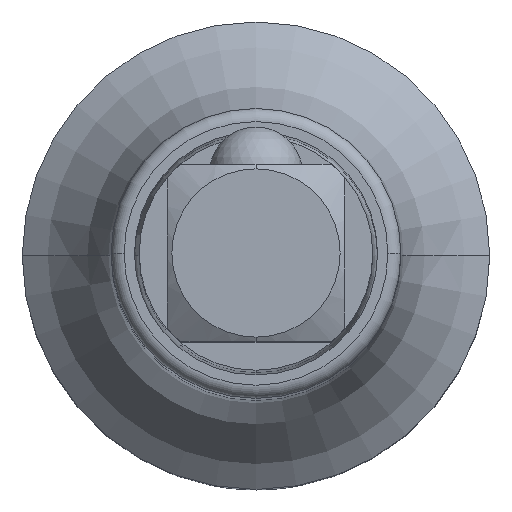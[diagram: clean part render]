
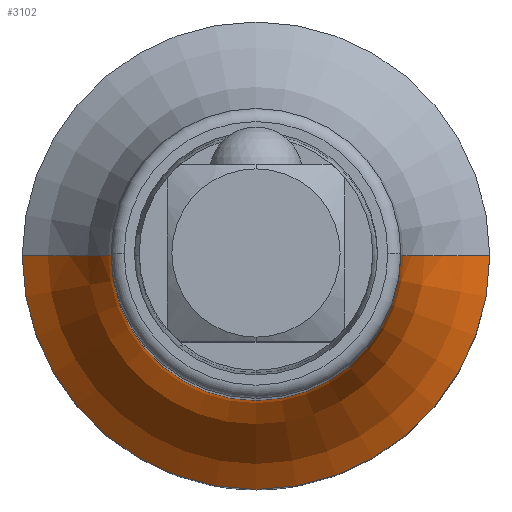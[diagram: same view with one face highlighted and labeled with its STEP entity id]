
A CAD part, top view. The second image highlights one B-rep face of the part: STEP entity #3102.
In plain terms, the highlighted toroidal (fillet/blend) face has major radius 17.75 mm and minor radius 10 mm.
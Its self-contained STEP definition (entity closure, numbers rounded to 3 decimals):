
#2576=CARTESIAN_POINT('',(0.,0.,17.2));
#2577=DIRECTION('',(0.,0.,1.));
#2578=DIRECTION('',(-1.,0.,0.));
#2579=AXIS2_PLACEMENT_3D('',#2576,#2577,#2578);
#2663=CARTESIAN_POINT('',(17.75,0.,
25.711));
#2664=DIRECTION('',(0.,1.,0.));
#2665=DIRECTION('',(-0.525,0.,-0.851));
#2666=AXIS2_PLACEMENT_3D('',#2663,#2664,#2665);
#2671=CARTESIAN_POINT('',(-17.75,0.,
25.711));
#2672=DIRECTION('',(0.,-1.,0.));
#2673=DIRECTION('',(0.525,0.,-0.851));
#2674=AXIS2_PLACEMENT_3D('',#2671,#2672,#2673);
#2687=CARTESIAN_POINT('',(0.,0.,25.711));
#2688=DIRECTION('',(0.,0.,1.));
#2689=DIRECTION('',(-1.,0.,0.));
#2690=AXIS2_PLACEMENT_3D('',#2687,#2688,#2689);
#2819=CARTESIAN_POINT('',(-12.5,0.,17.2));
#2820=CARTESIAN_POINT('',(12.5,0.,17.2));
#2821=VERTEX_POINT('',#2819);
#2822=VERTEX_POINT('',#2820);
#2823=CARTESIAN_POINT('',(-7.75,0.,25.711));
#2824=CARTESIAN_POINT('',(7.75,0.,25.711));
#2825=VERTEX_POINT('',#2823);
#2826=VERTEX_POINT('',#2824);
#3090=CARTESIAN_POINT('',(0.,0.,25.711));
#3091=DIRECTION('',(0.,0.,1.));
#3092=DIRECTION('',(-1.,0.,0.));
#3093=AXIS2_PLACEMENT_3D('',#3090,#3091,#3092);
#3094=TOROIDAL_SURFACE('',#3093,17.75,10.);
#3095=ORIENTED_EDGE('',*,*,#3024,.F.);
#3096=ORIENTED_EDGE('',*,*,#3085,.T.);
#3098=ORIENTED_EDGE('',*,*,#3097,.T.);
#3099=ORIENTED_EDGE('',*,*,#3081,.F.);
#3100=EDGE_LOOP('',(#3095,#3096,#3098,#3099));
#3101=FACE_OUTER_BOUND('',#3100,.F.);
#3102=ADVANCED_FACE('',(#3101),#3094,.F.);
#2580=CIRCLE('',#2579,12.5);
#2667=CIRCLE('',#2666,10.);
#2675=CIRCLE('',#2674,10.);
#2691=CIRCLE('',#2690,7.75);
#3024=EDGE_CURVE('',#2821,#2822,#2580,.T.);
#3081=EDGE_CURVE('',#2822,#2826,#2667,.T.);
#3085=EDGE_CURVE('',#2821,#2825,#2675,.T.);
#3097=EDGE_CURVE('',#2825,#2826,#2691,.T.);
